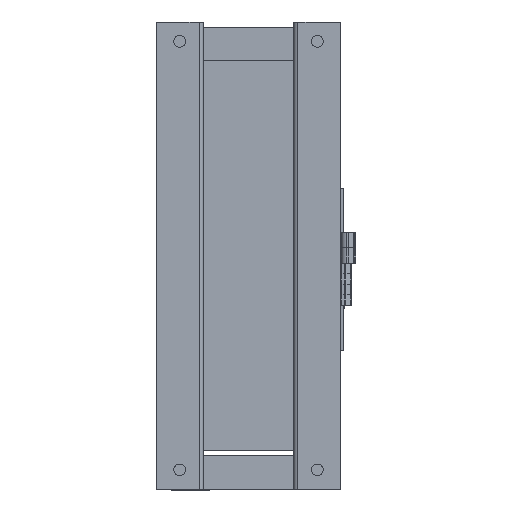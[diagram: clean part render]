
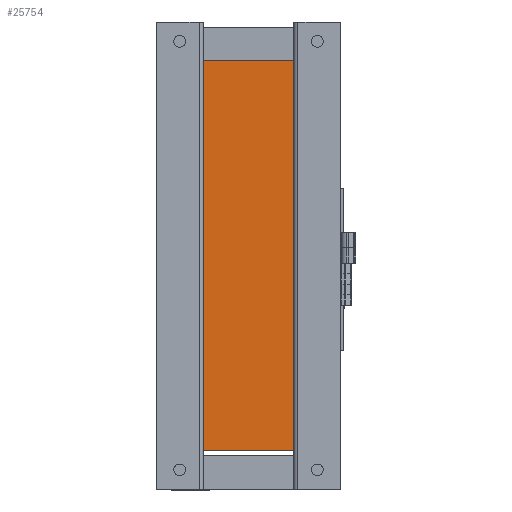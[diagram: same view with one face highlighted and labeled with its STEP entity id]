
A CAD part, front view. The second image highlights one B-rep face of the part: STEP entity #25754.
In plain terms, the highlighted planar face has unit normal (-0.001, -1, 0).
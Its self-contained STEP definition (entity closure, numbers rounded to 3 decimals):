
#2084=FACE_OUTER_BOUND('',#3501,.T.);
#3501=EDGE_LOOP('',(#17156,#17157,#17158,#17159));
#5015=LINE('',#37443,#7903);
#5016=LINE('',#37446,#7904);
#5017=LINE('',#37448,#7905);
#5018=LINE('',#37449,#7906);
#7903=VECTOR('',#29892,10.);
#7904=VECTOR('',#29895,10.);
#7905=VECTOR('',#29896,10.);
#7906=VECTOR('',#29897,10.);
#10784=VERTEX_POINT('',#37436);
#10787=VERTEX_POINT('',#37441);
#10788=VERTEX_POINT('',#37445);
#10789=VERTEX_POINT('',#37447);
#13294=EDGE_CURVE('',#10784,#10787,#5015,.T.);
#13295=EDGE_CURVE('',#10788,#10784,#5016,.T.);
#13296=EDGE_CURVE('',#10789,#10787,#5017,.T.);
#13297=EDGE_CURVE('',#10788,#10789,#5018,.T.);
#17156=ORIENTED_EDGE('',*,*,#13295,.T.);
#17157=ORIENTED_EDGE('',*,*,#13294,.T.);
#17158=ORIENTED_EDGE('',*,*,#13296,.F.);
#17159=ORIENTED_EDGE('',*,*,#13297,.F.);
#24811=PLANE('',#27509);
#25754=ADVANCED_FACE('',(#2084),#24811,.T.);
#27509=AXIS2_PLACEMENT_3D('',#37444,#29893,#29894);
#29892=DIRECTION('',(1.,0.,0.));
#29893=DIRECTION('center_axis',(0.,-1.,0.));
#29894=DIRECTION('ref_axis',(0.,0.,-1.));
#29895=DIRECTION('',(0.,0.,-1.));
#29896=DIRECTION('',(0.,0.,-1.));
#29897=DIRECTION('',(1.,0.,0.));
#37436=CARTESIAN_POINT('',(0.,0.,0.));
#37441=CARTESIAN_POINT('',(70.,0.,0.));
#37443=CARTESIAN_POINT('',(0.,0.,0.));
#37444=CARTESIAN_POINT('Origin',(0.,0.,300.));
#37445=CARTESIAN_POINT('',(0.,0.,300.));
#37446=CARTESIAN_POINT('',(0.,0.,300.));
#37447=CARTESIAN_POINT('',(70.,0.,300.));
#37448=CARTESIAN_POINT('',(70.,0.,300.));
#37449=CARTESIAN_POINT('',(0.,0.,300.));
